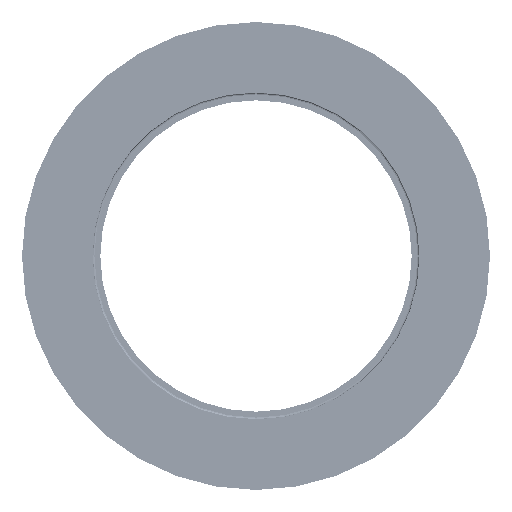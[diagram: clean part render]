
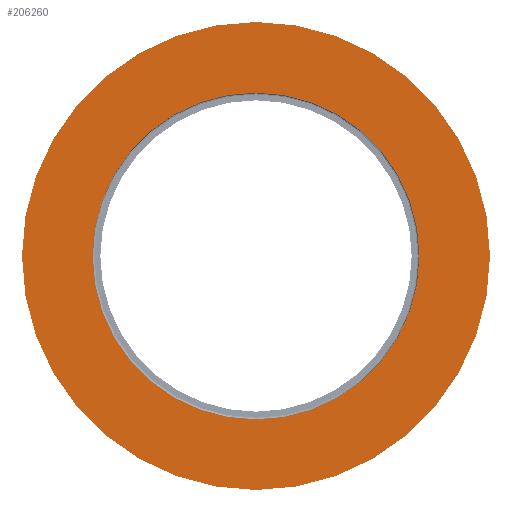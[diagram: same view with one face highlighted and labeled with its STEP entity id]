
A CAD part, left-side view. The second image highlights one B-rep face of the part: STEP entity #206260.
In plain terms, the highlighted planar face has unit normal (-1, 0, 0).
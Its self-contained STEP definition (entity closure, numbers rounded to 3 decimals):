
#2866 = CIRCLE ( 'NONE', #38936, 26.2 ) ;
#7724 = ORIENTED_EDGE ( 'NONE', *, *, #11805, .T. ) ;
#11805 = EDGE_CURVE ( 'NONE', #113196, #90577, #189719, .T. ) ;
#13504 = ORIENTED_EDGE ( 'NONE', *, *, #188091, .T. ) ;
#18601 = CIRCLE ( 'NONE', #58261, 26.2 ) ;
#35254 = EDGE_CURVE ( 'NONE', #180371, #144983, #18601, .T. ) ;
#37993 = EDGE_LOOP ( 'NONE', ( #159484, #48269 ) ) ;
#38936 = AXIS2_PLACEMENT_3D ( 'NONE', #185009, #80316, #202486 ) ;
#40454 = CARTESIAN_POINT ( 'NONE',  ( 0., 26.2, 0. ) ) ;
#40782 = DIRECTION ( 'NONE',  ( 0., 0., 1. ) ) ;
#41063 = EDGE_LOOP ( 'NONE', ( #13504, #7724 ) ) ;
#41062 = DIRECTION ( 'NONE',  ( -1., 0., 0. ) ) ;
#41102 = CARTESIAN_POINT ( 'NONE',  ( 0., 0., 0. ) ) ;
#48269 = ORIENTED_EDGE ( 'NONE', *, *, #224677, .F. ) ;
#57906 = DIRECTION ( 'NONE',  ( 0., 0., -1. ) ) ;
#58261 = AXIS2_PLACEMENT_3D ( 'NONE', #223091, #222892, #222627 ) ;
#60458 = CARTESIAN_POINT ( 'NONE',  ( 0., 0., 0. ) ) ;
#74598 = PLANE ( 'NONE',  #138483 ) ;
#77854 = DIRECTION ( 'NONE',  ( 0., 0., 1. ) ) ;
#80316 = DIRECTION ( 'NONE',  ( -1., 0., 0. ) ) ;
#90577 = VERTEX_POINT ( 'NONE', #159566 ) ;
#94750 = CIRCLE ( 'NONE', #217085, 37.5 ) ;
#100138 = CARTESIAN_POINT ( 'NONE',  ( 0., 0., -26.2 ) ) ;
#105280 = FACE_BOUND ( 'NONE', #37993, .T. ) ;
#107068 = CARTESIAN_POINT ( 'NONE',  ( 0., 0., -37.5 ) ) ;
#113196 = VERTEX_POINT ( 'NONE', #107068 ) ;
#138483 = AXIS2_PLACEMENT_3D ( 'NONE', #40454, #162428, #57906 ) ;
#142073 = CARTESIAN_POINT ( 'NONE',  ( 0., 0., 26.2 ) ) ;
#144983 = VERTEX_POINT ( 'NONE', #100138 ) ;
#151815 = FACE_OUTER_BOUND ( 'NONE', #41063, .T. ) ;
#159484 = ORIENTED_EDGE ( 'NONE', *, *, #35254, .F. ) ;
#159566 = CARTESIAN_POINT ( 'NONE',  ( 0., 0., 37.5 ) ) ;
#162428 = DIRECTION ( 'NONE',  ( 1., 0., 0. ) ) ;
#180371 = VERTEX_POINT ( 'NONE', #142073 ) ;
#182455 = DIRECTION ( 'NONE',  ( -1., 0., 0. ) ) ;
#185009 = CARTESIAN_POINT ( 'NONE',  ( 0., 0., 0. ) ) ;
#188091 = EDGE_CURVE ( 'NONE', #90577, #113196, #94750, .T. ) ;
#189719 = CIRCLE ( 'NONE', #225977, 37.5 ) ;
#202486 = DIRECTION ( 'NONE',  ( 0., 0., 1. ) ) ;
#206260 = ADVANCED_FACE ( 'NONE', ( #105280, #151815 ), #74598, .F. ) ;
#217085 = AXIS2_PLACEMENT_3D ( 'NONE', #60458, #182455, #77854 ) ;
#222627 = DIRECTION ( 'NONE',  ( 0., 0., 1. ) ) ;
#222892 = DIRECTION ( 'NONE',  ( -1., 0., 0. ) ) ;
#223091 = CARTESIAN_POINT ( 'NONE',  ( 0., 0., 0. ) ) ;
#224677 = EDGE_CURVE ( 'NONE', #144983, #180371, #2866, .T. ) ;
#225977 = AXIS2_PLACEMENT_3D ( 'NONE', #41102, #41062, #40782 ) ;
